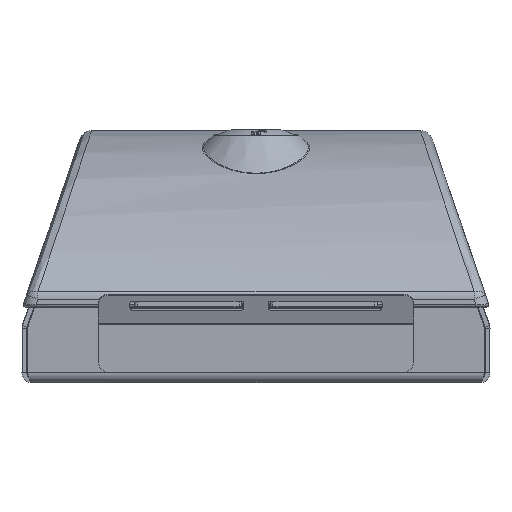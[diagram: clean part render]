
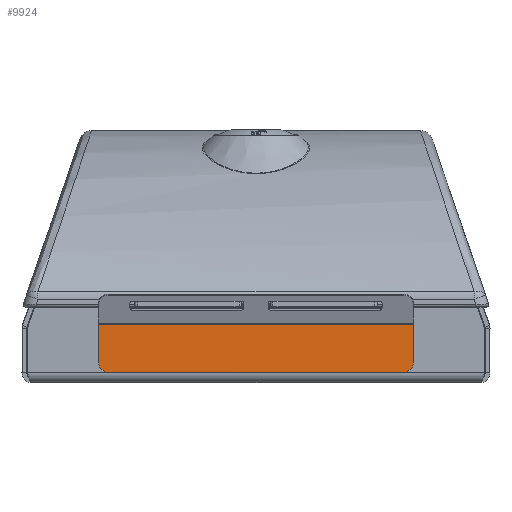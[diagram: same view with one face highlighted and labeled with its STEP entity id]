
A CAD part, front view. The second image highlights one B-rep face of the part: STEP entity #9924.
In plain terms, the highlighted planar face has unit normal (0, -1, -0.002).
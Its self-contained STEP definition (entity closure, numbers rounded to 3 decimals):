
#530 = ORIENTED_EDGE ( 'NONE', *, *, #62484, .T. ) ;
#1788 = ORIENTED_EDGE ( 'NONE', *, *, #76404, .F. ) ;
#2909 = CARTESIAN_POINT ( 'NONE',  ( 31.55, -141., 24.036 ) ) ;
#3976 = ORIENTED_EDGE ( 'NONE', *, *, #81337, .T. ) ;
#4422 = DIRECTION ( 'NONE',  ( 1., 0., 0. ) ) ;
#6588 = LINE ( 'NONE', #2909, #64009 ) ;
#7027 = LINE ( 'NONE', #68638, #81578 ) ;
#8583 = VECTOR ( 'NONE', #32158, 1000. ) ;
#9669 = CARTESIAN_POINT ( 'NONE',  ( 35.55, -141., 4.3 ) ) ;
#9924 = ADVANCED_FACE ( 'NONE', ( #52334 ), #30343, .F. ) ;
#10419 = ORIENTED_EDGE ( 'NONE', *, *, #28449, .F. ) ;
#13562 = DIRECTION ( 'NONE',  ( 0., 0., 1. ) ) ;
#14427 = ORIENTED_EDGE ( 'NONE', *, *, #39978, .T. ) ;
#16886 = VERTEX_POINT ( 'NONE', #75253 ) ;
#17901 = VERTEX_POINT ( 'NONE', #50421 ) ;
#20225 = CIRCLE ( 'NONE', #79009, 4. ) ;
#21969 = CIRCLE ( 'NONE', #61215, 4. ) ;
#23599 = CARTESIAN_POINT ( 'NONE',  ( 31.55, -141., 24.036 ) ) ;
#24242 = ORIENTED_EDGE ( 'NONE', *, *, #25708, .T. ) ;
#25708 = EDGE_CURVE ( 'NONE', #32986, #42474, #7027, .T. ) ;
#26699 = CARTESIAN_POINT ( 'NONE',  ( 31.55, -141., 8.3 ) ) ;
#28449 = EDGE_CURVE ( 'NONE', #80574, #17901, #6588, .T. ) ;
#30343 = PLANE ( 'NONE',  #58395 ) ;
#30614 = VECTOR ( 'NONE', #55851, 1000. ) ;
#32158 = DIRECTION ( 'NONE',  ( 0., 0., 1. ) ) ;
#32820 = EDGE_LOOP ( 'NONE', ( #24242, #14427, #530, #10419, #1788, #3976 ) ) ;
#32986 = VERTEX_POINT ( 'NONE', #9669 ) ;
#35786 = CARTESIAN_POINT ( 'NONE',  ( 157.55, -141., 8.3 ) ) ;
#39978 = EDGE_CURVE ( 'NONE', #42474, #16886, #20225, .T. ) ;
#42474 = VERTEX_POINT ( 'NONE', #82694 ) ;
#46717 = CARTESIAN_POINT ( 'NONE',  ( 35.55, -141., 8.3 ) ) ;
#47742 = LINE ( 'NONE', #56679, #30614 ) ;
#49454 = DIRECTION ( 'NONE',  ( 0., 0., 1. ) ) ;
#50421 = CARTESIAN_POINT ( 'NONE',  ( 161.55, -141., 24.036 ) ) ;
#50635 = DIRECTION ( 'NONE',  ( 0., 0., 1. ) ) ;
#52334 = FACE_OUTER_BOUND ( 'NONE', #32820, .T. ) ;
#55851 = DIRECTION ( 'NONE',  ( 0., 0., 1. ) ) ;
#56679 = CARTESIAN_POINT ( 'NONE',  ( 161.55, -141., 24.036 ) ) ;
#58395 = AXIS2_PLACEMENT_3D ( 'NONE', #23599, #75414, #49454 ) ;
#59929 = LINE ( 'NONE', #76949, #8583 ) ;
#61215 = AXIS2_PLACEMENT_3D ( 'NONE', #46717, #71570, #13562 ) ;
#62484 = EDGE_CURVE ( 'NONE', #16886, #17901, #47742, .T. ) ;
#64009 = VECTOR ( 'NONE', #67385, 1000. ) ;
#67385 = DIRECTION ( 'NONE',  ( 1., 0., 0. ) ) ;
#68638 = CARTESIAN_POINT ( 'NONE',  ( 31.55, -141., 4.3 ) ) ;
#71318 = CARTESIAN_POINT ( 'NONE',  ( 31.55, -141., 24.036 ) ) ;
#71570 = DIRECTION ( 'NONE',  ( 0., -1., 0. ) ) ;
#75253 = CARTESIAN_POINT ( 'NONE',  ( 161.55, -141., 8.3 ) ) ;
#75414 = DIRECTION ( 'NONE',  ( 0., 1., 0. ) ) ;
#76404 = EDGE_CURVE ( 'NONE', #78213, #80574, #59929, .T. ) ;
#76949 = CARTESIAN_POINT ( 'NONE',  ( 31.55, -141., 24.036 ) ) ;
#78213 = VERTEX_POINT ( 'NONE', #26699 ) ;
#79009 = AXIS2_PLACEMENT_3D ( 'NONE', #35786, #80858, #50635 ) ;
#80574 = VERTEX_POINT ( 'NONE', #71318 ) ;
#80858 = DIRECTION ( 'NONE',  ( 0., -1., 0. ) ) ;
#81337 = EDGE_CURVE ( 'NONE', #78213, #32986, #21969, .T. ) ;
#81578 = VECTOR ( 'NONE', #4422, 1000. ) ;
#82694 = CARTESIAN_POINT ( 'NONE',  ( 157.55, -141., 4.3 ) ) ;
